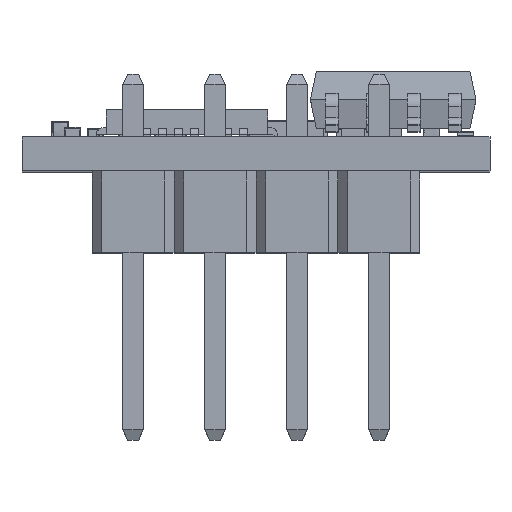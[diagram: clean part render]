
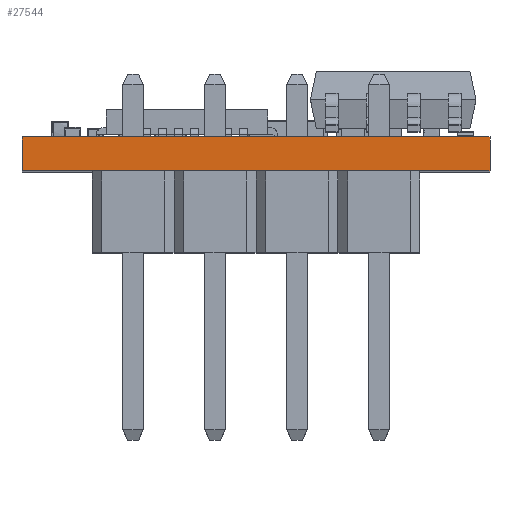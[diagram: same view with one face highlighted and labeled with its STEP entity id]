
A CAD part, top view. The second image highlights one B-rep face of the part: STEP entity #27544.
In plain terms, the highlighted planar face has unit normal (0, 0, 1).
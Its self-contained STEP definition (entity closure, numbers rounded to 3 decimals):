
#1009 = ORIENTED_EDGE ( 'NONE', *, *, #20820, .T. ) ;
#1157 = EDGE_CURVE ( 'NONE', #14322, #3729, #7582, .T. ) ;
#3031 = DIRECTION ( 'NONE',  ( 0., 1., 0. ) ) ;
#3729 = VERTEX_POINT ( 'NONE', #12555 ) ;
#3737 = FACE_OUTER_BOUND ( 'NONE', #18918, .T. ) ;
#5553 = CARTESIAN_POINT ( 'NONE',  ( 0., 3.591, 0. ) ) ;
#7582 = LINE ( 'NONE', #10394, #12107 ) ;
#8528 = AXIS2_PLACEMENT_3D ( 'NONE', #25113, #9388, #27787 ) ;
#9388 = DIRECTION ( 'NONE',  ( 0., 0., -1. ) ) ;
#10070 = DIRECTION ( 'NONE',  ( -1., 0., 0. ) ) ;
#10394 = CARTESIAN_POINT ( 'NONE',  ( 0., 2.54, 0. ) ) ;
#10733 = VECTOR ( 'NONE', #10070, 1000. ) ;
#10884 = VECTOR ( 'NONE', #3031, 1000. ) ;
#11130 = LINE ( 'NONE', #5553, #15217 ) ;
#11170 = EDGE_CURVE ( 'NONE', #14322, #31236, #11130, .T. ) ;
#11946 = CARTESIAN_POINT ( 'NONE',  ( 14.5, 3.591, 0. ) ) ;
#12107 = VECTOR ( 'NONE', #15430, 1000. ) ;
#12555 = CARTESIAN_POINT ( 'NONE',  ( 0., 2.54, 0. ) ) ;
#12790 = LINE ( 'NONE', #17377, #10733 ) ;
#13566 = CARTESIAN_POINT ( 'NONE',  ( 14.5, 2.54, 0. ) ) ;
#14322 = VERTEX_POINT ( 'NONE', #29989 ) ;
#15217 = VECTOR ( 'NONE', #31676, 1000. ) ;
#15430 = DIRECTION ( 'NONE',  ( 0., -1., 0. ) ) ;
#15891 = ORIENTED_EDGE ( 'NONE', *, *, #24552, .F. ) ;
#17070 = PLANE ( 'NONE',  #8528 ) ;
#17377 = CARTESIAN_POINT ( 'NONE',  ( 14.5, 2.54, 0. ) ) ;
#18918 = EDGE_LOOP ( 'NONE', ( #1009, #33479, #33720, #15891 ) ) ;
#20820 = EDGE_CURVE ( 'NONE', #31068, #31236, #24830, .T. ) ;
#20932 = CARTESIAN_POINT ( 'NONE',  ( 14.5, 2.54, 0. ) ) ;
#24552 = EDGE_CURVE ( 'NONE', #31068, #3729, #12790, .T. ) ;
#24830 = LINE ( 'NONE', #20932, #10884 ) ;
#25113 = CARTESIAN_POINT ( 'NONE',  ( 0., 2.54, 0. ) ) ;
#27544 = ADVANCED_FACE ( 'NONE', ( #3737 ), #17070, .F. ) ;
#27787 = DIRECTION ( 'NONE',  ( 0., 1., 0. ) ) ;
#29989 = CARTESIAN_POINT ( 'NONE',  ( 0., 3.591, 0. ) ) ;
#31068 = VERTEX_POINT ( 'NONE', #13566 ) ;
#31236 = VERTEX_POINT ( 'NONE', #11946 ) ;
#31676 = DIRECTION ( 'NONE',  ( 1., 0., 0. ) ) ;
#33479 = ORIENTED_EDGE ( 'NONE', *, *, #11170, .F. ) ;
#33720 = ORIENTED_EDGE ( 'NONE', *, *, #1157, .T. ) ;
